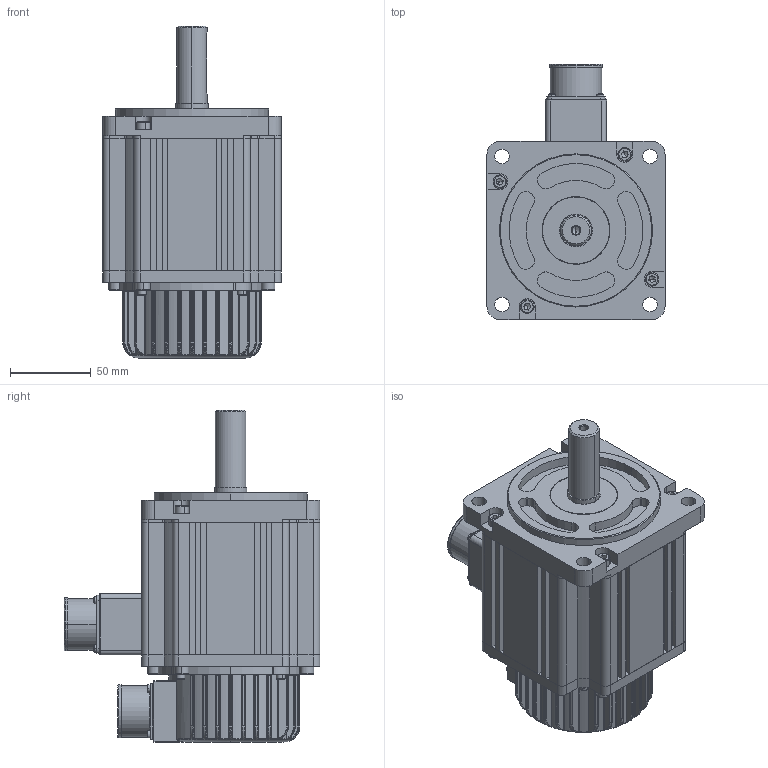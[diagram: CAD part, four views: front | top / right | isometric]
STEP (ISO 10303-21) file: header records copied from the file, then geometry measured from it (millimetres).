
FILE_DESCRIPTION (( 'STEP AP214' ), '1' );
FILE_NAME ('110BST-M04220.STEP', '2022-01-25T00:53:05', ( '' ), ( '' ), 'SwSTEP 2.0', 'SolidWorks 2020', '' );
FILE_SCHEMA (( 'AUTOMOTIVE_DESIGN' ));
Length unit declared in the file: millimetre
Products named in the file (11): hexagon socket head cap screws gb_GB_FASTENER_SCREWS_HSHCS M3X10-N; 110BST綴傷裔; 110BSTヶ傷裔堤粣; ZHOUCHENG; 瑤脣1; hexagon socket head cap screws gb_GB_FASTENER_SCREWS_HSHCS M5X35-N; 110BST堤粣; 110BST-M04220; 110BST儂旯; cross recessed small pan head screws gb_GB_CROSS_SCREWS_TYPE3 M2.5X10-10-N; 110BST晤鎢ん綴欶
Assembly tree (27 placements, depth 2):
  110BST-M04220
    110BST儂旯
    110BST堤粣
    110BST綴傷裔
    110BST晤鎢ん綴欶
    瑤脣1
    hexagon socket head cap screws gb_GB_FASTENER_SCREWS_HSHCS M5X35-N  x8
    hexagon socket head cap screws gb_GB_FASTENER_SCREWS_HSHCS M3X10-N  x4
    cross recessed small pan head screws gb_GB_CROSS_SCREWS_TYPE3 M2.5X10-10-N  x8
    110BSTヶ傷裔堤粣
    ZHOUCHENG
Bounding box: 110.5 x 158.5 x 206 mm (x, y, z)
Volume: 1117856.5 mm3; surface area: 198737.4 mm2
Topology: 27 solids, 29 shells, 1492 faces, 3676 edges, 2202 vertices
Faces by surface type: cylinder 528, plane 509, torus 181, bspline 178, cone 72, sphere 24
Entity records: 39087 total; most frequent: CARTESIAN_POINT 14032, DIRECTION 5240, ORIENTED_EDGE 5156, EDGE_CURVE 2578, AXIS2_PLACEMENT_3D 2114, VERTEX_POINT 1564, CIRCLE 1195, EDGE_LOOP 1142
